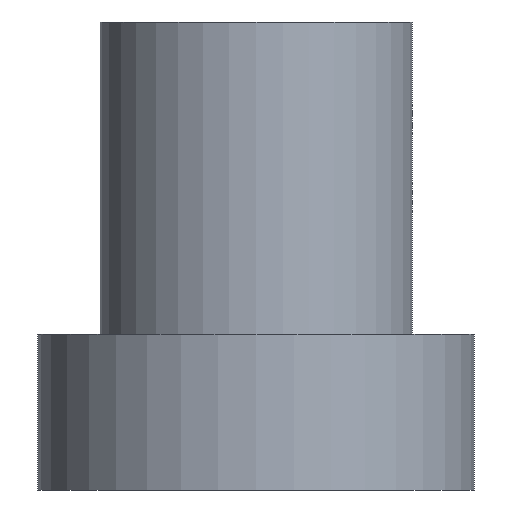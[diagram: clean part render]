
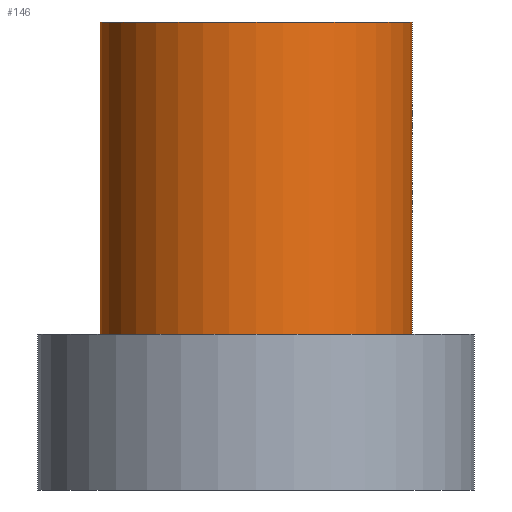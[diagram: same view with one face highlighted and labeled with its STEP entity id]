
A CAD part, front view. The second image highlights one B-rep face of the part: STEP entity #146.
In plain terms, the highlighted cylindrical face has radius 5 mm (diameter 10 mm), a partial arc.
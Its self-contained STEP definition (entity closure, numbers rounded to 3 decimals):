
#11 = AXIS2_PLACEMENT_3D ( 'NONE', #168, #118, #290 ) ;
#12 = ORIENTED_EDGE ( 'NONE', *, *, #180, .T. ) ;
#17 = DIRECTION ( 'NONE',  ( 1., 0., 0. ) ) ;
#18 = CIRCLE ( 'NONE', #11, 5. ) ;
#32 = LINE ( 'NONE', #159, #83 ) ;
#34 = CARTESIAN_POINT ( 'NONE',  ( -5., 0., 15. ) ) ;
#44 = AXIS2_PLACEMENT_3D ( 'NONE', #117, #209, #288 ) ;
#45 = ORIENTED_EDGE ( 'NONE', *, *, #297, .T. ) ;
#58 = VERTEX_POINT ( 'NONE', #308 ) ;
#76 = VERTEX_POINT ( 'NONE', #139 ) ;
#83 = VECTOR ( 'NONE', #181, 1000. ) ;
#114 = EDGE_CURVE ( 'NONE', #76, #274, #32, .T. ) ;
#117 = CARTESIAN_POINT ( 'NONE',  ( 0., 0., 15. ) ) ;
#118 = DIRECTION ( 'NONE',  ( 0., 0., 1. ) ) ;
#120 = AXIS2_PLACEMENT_3D ( 'NONE', #148, #317, #17 ) ;
#126 = CIRCLE ( 'NONE', #120, 5. ) ;
#138 = ORIENTED_EDGE ( 'NONE', *, *, #225, .F. ) ;
#139 = CARTESIAN_POINT ( 'NONE',  ( 5., 0., 15. ) ) ;
#146 = ADVANCED_FACE ( 'NONE', ( #190 ), #155, .T. ) ;
#148 = CARTESIAN_POINT ( 'NONE',  ( 0., 0., 5. ) ) ;
#152 = EDGE_LOOP ( 'NONE', ( #199, #138, #12, #45 ) ) ;
#155 = CYLINDRICAL_SURFACE ( 'NONE', #44, 5. ) ;
#159 = CARTESIAN_POINT ( 'NONE',  ( 5., 0., 15. ) ) ;
#160 = LINE ( 'NONE', #236, #293 ) ;
#168 = CARTESIAN_POINT ( 'NONE',  ( 0., 0., 15. ) ) ;
#180 = EDGE_CURVE ( 'NONE', #247, #58, #160, .T. ) ;
#181 = DIRECTION ( 'NONE',  ( 0., 0., -1. ) ) ;
#186 = DIRECTION ( 'NONE',  ( 0., 0., -1. ) ) ;
#190 = FACE_OUTER_BOUND ( 'NONE', #152, .T. ) ;
#192 = CARTESIAN_POINT ( 'NONE',  ( 5., 0., 5. ) ) ;
#199 = ORIENTED_EDGE ( 'NONE', *, *, #114, .F. ) ;
#209 = DIRECTION ( 'NONE',  ( 0., 0., -1. ) ) ;
#225 = EDGE_CURVE ( 'NONE', #247, #76, #18, .T. ) ;
#236 = CARTESIAN_POINT ( 'NONE',  ( -5., 0., 15. ) ) ;
#247 = VERTEX_POINT ( 'NONE', #34 ) ;
#274 = VERTEX_POINT ( 'NONE', #192 ) ;
#288 = DIRECTION ( 'NONE',  ( -1., 0., 0. ) ) ;
#290 = DIRECTION ( 'NONE',  ( 1., 0., 0. ) ) ;
#293 = VECTOR ( 'NONE', #186, 1000. ) ;
#297 = EDGE_CURVE ( 'NONE', #58, #274, #126, .T. ) ;
#308 = CARTESIAN_POINT ( 'NONE',  ( -5., 0., 5. ) ) ;
#317 = DIRECTION ( 'NONE',  ( 0., 0., 1. ) ) ;
